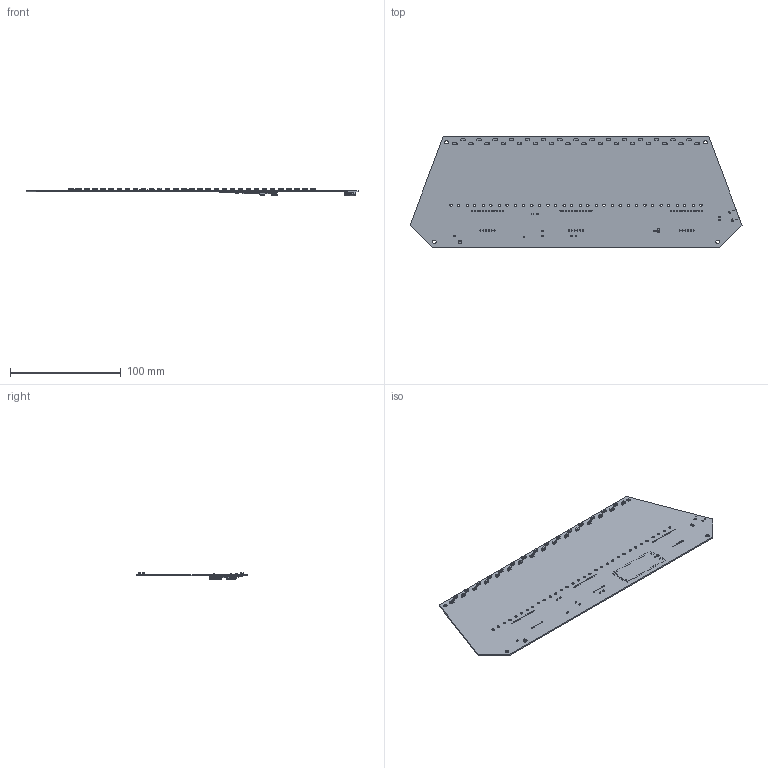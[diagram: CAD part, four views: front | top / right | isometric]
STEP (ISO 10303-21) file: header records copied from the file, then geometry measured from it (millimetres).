
FILE_DESCRIPTION(('KiCad electronic assembly'),'2;1');
FILE_NAME('chu_pico_v0.1.step','2023-08-09T20:47:40',('Pcbnew'),('Kicad' ),'Open CASCADE STEP processor 7.6','KiCad to STEP converter', 'Unknown');
FILE_SCHEMA(('AUTOMOTIVE_DESIGN { 1 0 10303 214 1 1 1 1 }'));
Length unit declared in the file: millimetre
Products named in the file (14): chu_pico_v0.1 1; User Library-WS2812-4020; COMPOUND; R_0603_1608Metric; SOLID; C_0603_1608Metric; SOT-23-5; 698b116-264-211; Raspberry Pi Pico-R3; chu_main PCB
Assembly tree (51 placements, depth 3):
  chu_pico_v0.1 1
    User Library-WS2812-4020  x31
      COMPOUND
    R_0603_1608Metric  x3
      SOLID
    C_0603_1608Metric  x7
      SOLID
    SOT-23-5
      SOLID
    698b116-264-211
      COMPOUND
    Raspberry Pi Pico-R3
      COMPOUND
    chu_main PCB
Bounding box: 300 x 100 x 6.55 mm (x, y, z)
Volume: 33985.4 mm3; surface area: 60860.8 mm2
Topology: 459 solids, 472 shells, 8254 faces, 20993 edges, 13642 vertices
Faces by surface type: bspline 8126, cylinder 106, plane 22
Full cylindrical faces by diameter (mm): 0.65 x2, 1 x54, 2.1 x32, 3.2 x4
Entity records: 287010 total; most frequent: CARTESIAN_POINT 124540, B_SPLINE_CURVE_WITH_KNOTS 31625, ORIENTED_EDGE 24710, PCURVE 24710, DEFINITIONAL_REPRESENTATION 24710, EDGE_CURVE 12355, SURFACE_CURVE 12263, VERTEX_POINT 7926
